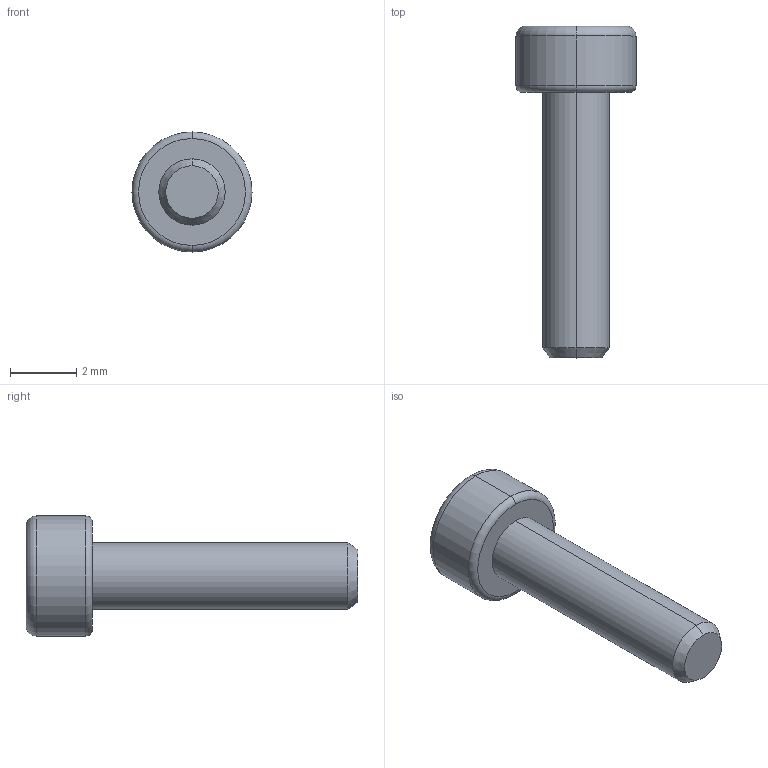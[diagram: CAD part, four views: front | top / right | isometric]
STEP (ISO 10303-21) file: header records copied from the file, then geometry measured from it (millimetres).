
FILE_DESCRIPTION (( 'STEP AP203' ), '1' );
FILE_NAME ('M2x0.8_NoThread.STEP', '2020-03-23T19:24:01', ( '' ), ( '' ), 'SwSTEP 2.0', 'SolidWorks 2019', '' );
FILE_SCHEMA (( 'CONFIG_CONTROL_DESIGN' ));
Length unit declared in the file: millimetre
Products named in the file (1): M2x0.8_NoThread
Bounding box: 3.62 x 10 x 3.62 mm (x, y, z)
Volume: 43.1 mm3; surface area: 95.2 mm2
Topology: 1 solids, 1 shells, 51 faces, 116 edges, 63 vertices
Faces by surface type: cylinder 23, plane 16, sphere 6, torus 4, cone 2
Entity records: 1430 total; most frequent: CARTESIAN_POINT 279, DIRECTION 233, ORIENTED_EDGE 220, EDGE_CURVE 110, AXIS2_PLACEMENT_3D 89, VERTEX_POINT 63, LINE 55, VECTOR 55
